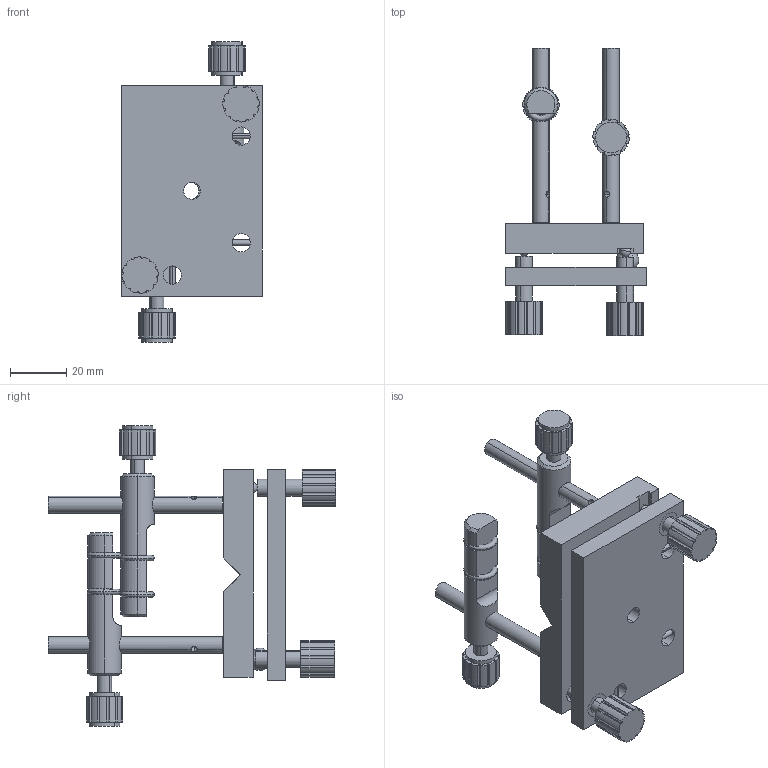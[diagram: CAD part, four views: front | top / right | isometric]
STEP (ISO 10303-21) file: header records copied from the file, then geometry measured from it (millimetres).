
FILE_DESCRIPTION (( 'STEP AP214' ), '1' );
FILE_NAME ('GCM-070101M-三维外形图-20161206.STEP', '2016-12-06T05:30:28', ( 'd' ), ( '' ), 'SwSTEP 2.0', 'SolidWorks 2012', '' );
FILE_SCHEMA (( 'AUTOMOTIVE_DESIGN' ));
Length unit declared in the file: millimetre
Products named in the file (1): GCM-070101M-三维外形图-20161206
Bounding box: 50 x 102.5 x 107 mm (x, y, z)
Surface area: 32690.9 mm2 (no closed solid volume)
Topology: 0 solids, 28 shells, 340 faces, 959 edges, 637 vertices
Faces by surface type: cylinder 216, plane 54, torus 40, cone 24, sphere 6
Entity records: 15824 total; most frequent: CARTESIAN_POINT 2993, DIRECTION 2084, ORIENTED_EDGE 1768, EDGE_CURVE 940, AXIS2_PLACEMENT_3D 887, VERTEX_POINT 628, CIRCLE 546, EDGE_LOOP 406
